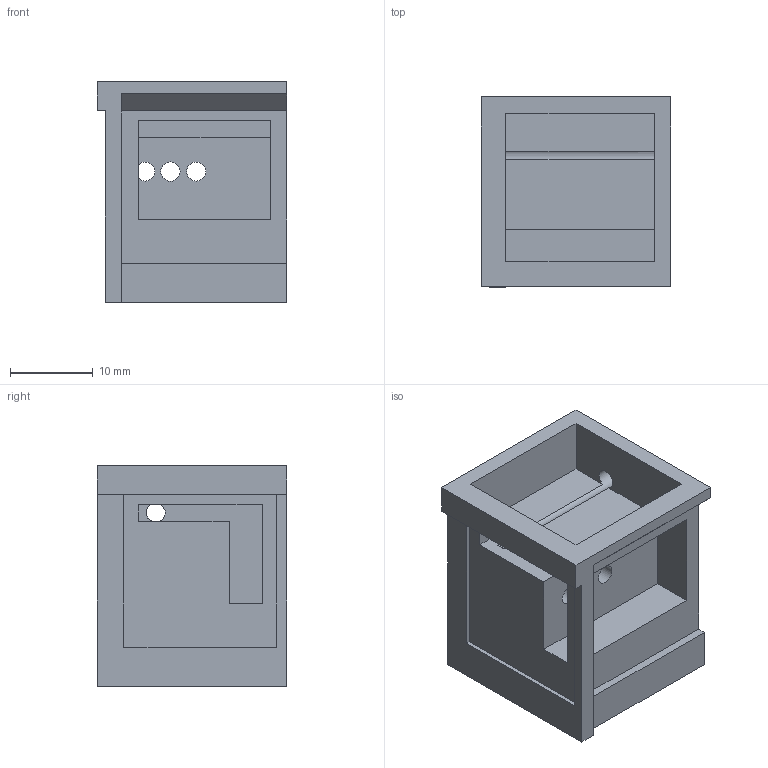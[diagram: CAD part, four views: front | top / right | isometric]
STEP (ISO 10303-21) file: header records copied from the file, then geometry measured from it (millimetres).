
FILE_DESCRIPTION(/* description */ (''),/* implementation_level */ '2;1');
FILE_NAME(/* name */ '20_Cube_Insert_Lightsheet_FEPTube_shifted_blockonly2_v3.ipt.step',/* time_stamp */ '2022-11-29T08:06:34+01:00',/* author */ ('diederichbenedict'),/* organization */ (''),/* preprocessor_version */ 'ST-DEVELOPER v18.1',/* originating_system */ 'Autodesk Inventor 2022',/* authorisation */ '');
FILE_SCHEMA (('AUTOMOTIVE_DESIGN { 1 0 10303 214 3 1 1 }'));
Length unit declared in the file: millimetre
Products named in the file (1): 20_Cube_Insert_Lightsheet_FEPTube_shifted_blockonly2_v3
Bounding box: 23 x 23 x 26.75 mm (x, y, z)
Volume: 8922 mm3; surface area: 4567.7 mm2
Topology: 1 solids, 1 shells, 42 faces, 117 edges, 78 vertices
Faces by surface type: plane 32, cylinder 7, cone 3
Full cylindrical faces by diameter (mm): 2.3 x3, 2.338 x1, 4.9 x3
Entity records: 1408 total; most frequent: CARTESIAN_POINT 238, ORIENTED_EDGE 234, DIRECTION 225, EDGE_CURVE 117, LINE 95, VECTOR 95, VERTEX_POINT 78, AXIS2_PLACEMENT_3D 65
